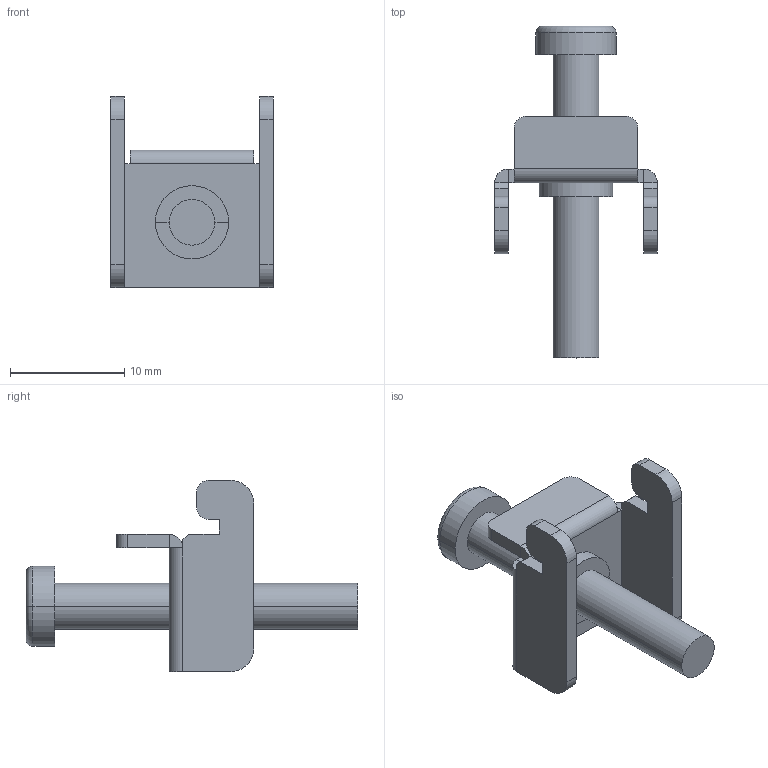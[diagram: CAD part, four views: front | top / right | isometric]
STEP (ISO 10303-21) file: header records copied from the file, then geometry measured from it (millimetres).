
FILE_DESCRIPTION (( 'STEP AP214' ), '1' );
FILE_NAME ('clip_om_sp2-20241226.STEP', '2025-07-15T18:20:01', ( '' ), ( '' ), 'SwSTEP 2.0', 'SolidWorks 2024', '' );
FILE_SCHEMA (( 'AUTOMOTIVE_DESIGN' ));
Length unit declared in the file: inch
Products named in the file (1): clip_om_sp2-20241226
Bounding box: 14.2 x 29 x 16.7 mm (x, y, z)
Volume: 892.7 mm3; surface area: 1430.8 mm2
Topology: 2 solids, 2 shells, 85 faces, 205 edges, 126 vertices
Faces by surface type: plane 52, cylinder 25, torus 4, cone 4
Entity records: 2561 total; most frequent: CARTESIAN_POINT 515, DIRECTION 425, ORIENTED_EDGE 410, EDGE_CURVE 205, AXIS2_PLACEMENT_3D 144, LINE 137, VECTOR 137, VERTEX_POINT 126
